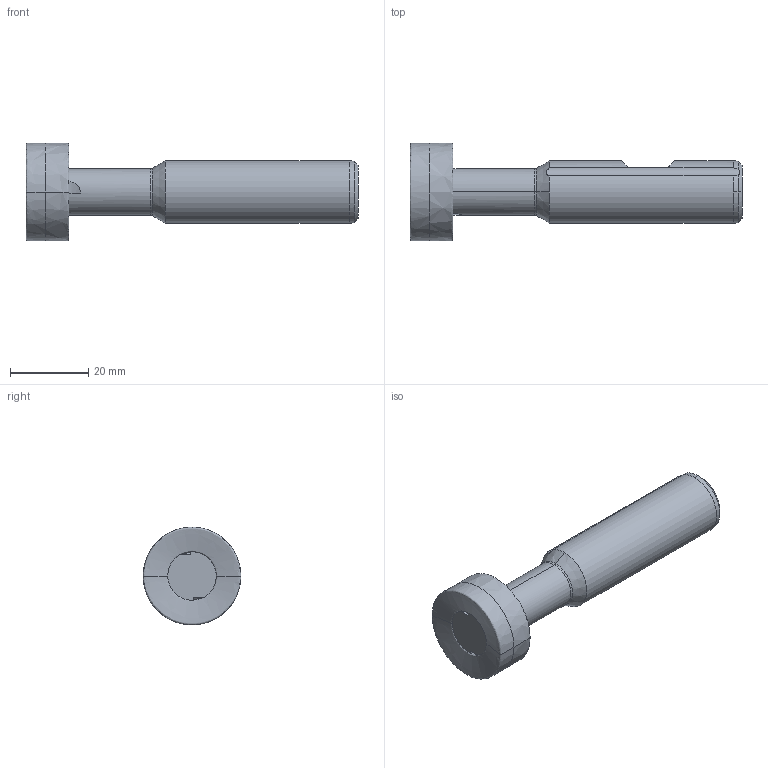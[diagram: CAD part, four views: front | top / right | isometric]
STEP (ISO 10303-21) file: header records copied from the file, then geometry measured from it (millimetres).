
FILE_DESCRIPTION (( 'STEP AP214' ), '1' );
FILE_NAME ('90TN-25-11-65-2.STEP', '2013-02-28T15:39:06', ( '' ), ( '' ), 'SwSTEP 2.0', 'SolidWorks 2013', '' );
FILE_SCHEMA (( 'AUTOMOTIVE_DESIGN' ));
Length unit declared in the file: millimetre
Products named in the file (1): 90TN-25-11-65-2
Bounding box: 84.9 x 24.96 x 24.96 mm (x, y, z)
Volume: 17386.5 mm3; surface area: 5674.5 mm2
Topology: 1 solids, 1 shells, 73 faces, 197 edges, 126 vertices
Faces by surface type: plane 25, cylinder 20, cone 12, bspline 11, torus 5
Entity records: 3826 total; most frequent: CARTESIAN_POINT 1978, ORIENTED_EDGE 394, DIRECTION 315, EDGE_CURVE 197, AXIS2_PLACEMENT_3D 128, VERTEX_POINT 126, FACE_OUTER_BOUND 73, ADVANCED_FACE 73
